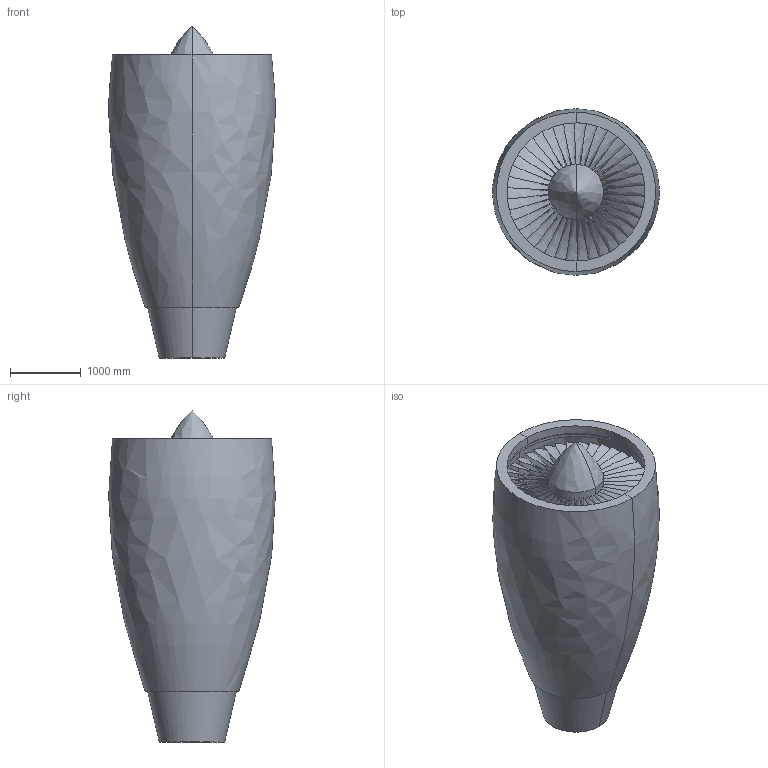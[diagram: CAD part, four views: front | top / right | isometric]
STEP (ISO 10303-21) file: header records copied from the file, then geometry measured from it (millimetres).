
FILE_DESCRIPTION(('FreeCAD Model'),'2;1');
FILE_NAME('Open CASCADE Shape Model','2025-04-27T09:59:07',('FreeCAD'),( 'FreeCAD'),'Open CASCADE STEP processor 7.6','FreeCAD','Unknown');
FILE_SCHEMA(('AUTOMOTIVE_DESIGN { 1 0 10303 214 1 1 1 1 }'));
Products named in the file (1): Open CASCADE STEP translator 7.6 1
Bounding box: 2347.37 x 2347.81 x 4677.62 mm (x, y, z)
Volume: 1204153804.8 mm3; surface area: 130023852.5 mm2
Topology: 81 solids, 81 shells, 3714 faces, 7580 edges, 5033 vertices
Faces by surface type: bspline 3714
Entity records: 180810 total; most frequent: CARTESIAN_POINT 129136, ORIENTED_EDGE 15156, EDGE_CURVE 7578, B_SPLINE_CURVE_WITH_KNOTS 7010, VERTEX_POINT 5033, FACE_BOUND 4921, EDGE_LOOP 4921, ADVANCED_FACE 3714
